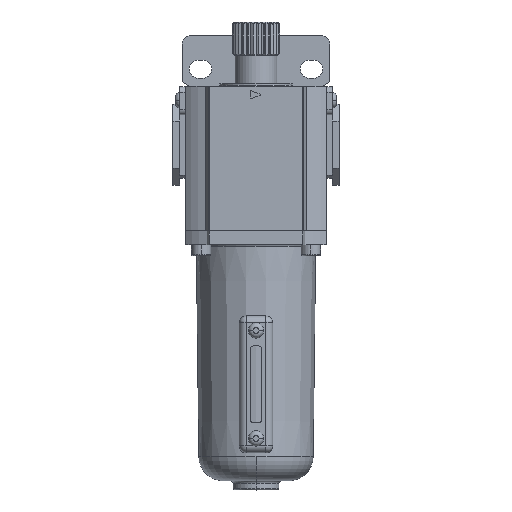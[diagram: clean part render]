
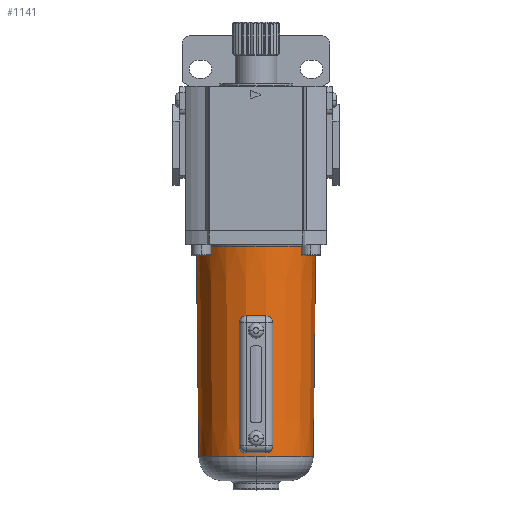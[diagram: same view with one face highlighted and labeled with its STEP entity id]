
A CAD part, top view. The second image highlights one B-rep face of the part: STEP entity #1141.
In plain terms, the highlighted conical face has half-angle 0.681 degrees and reference radius 20.49 mm.
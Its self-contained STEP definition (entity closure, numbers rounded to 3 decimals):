
#42 = ORIENTED_EDGE ( 'NONE', *, *, #18759, .T. ) ;
#617 = DIRECTION ( 'NONE',  ( -1., 0., 0. ) ) ;
#657 = CARTESIAN_POINT ( 'NONE',  ( 20.593, -112.305, 0. ) ) ;
#739 = LINE ( 'NONE', #19775, #1247 ) ;
#973 = DIRECTION ( 'NONE',  ( -1., 0., 0. ) ) ;
#1141 = ADVANCED_FACE ( 'NONE', ( #15352 ), #14830, .T. ) ;
#1247 = VECTOR ( 'NONE', #9655, 1000. ) ;
#1274 = ORIENTED_EDGE ( 'NONE', *, *, #10807, .T. ) ;
#2651 = CARTESIAN_POINT ( 'NONE',  ( 0., -121., 0. ) ) ;
#2966 = VECTOR ( 'NONE', #8272, 1000. ) ;
#3484 = CIRCLE ( 'NONE', #21055, 20.593 ) ;
#4077 = CARTESIAN_POINT ( 'NONE',  ( 0., -112.305, 0. ) ) ;
#4106 = CARTESIAN_POINT ( 'NONE',  ( 0., -112.305, 20.593 ) ) ;
#4715 = ORIENTED_EDGE ( 'NONE', *, *, #18189, .T. ) ;
#5366 = EDGE_LOOP ( 'NONE', ( #1274, #19158, #4715, #42, #6664 ) ) ;
#5473 = AXIS2_PLACEMENT_3D ( 'NONE', #16198, #6086, #17928 ) ;
#5694 = CARTESIAN_POINT ( 'NONE',  ( -21.494, -36.494, 0. ) ) ;
#5781 = DIRECTION ( 'NONE',  ( -1., 0., 0. ) ) ;
#6086 = DIRECTION ( 'NONE',  ( 0., -1., 0. ) ) ;
#6664 = ORIENTED_EDGE ( 'NONE', *, *, #13667, .F. ) ;
#8049 = VERTEX_POINT ( 'NONE', #5694 ) ;
#8272 = DIRECTION ( 'NONE',  ( 0.012, 1., 0. ) ) ;
#8790 = VERTEX_POINT ( 'NONE', #10274 ) ;
#9655 = DIRECTION ( 'NONE',  ( -0.012, 1., 0. ) ) ;
#10274 = CARTESIAN_POINT ( 'NONE',  ( -20.593, -112.305, 0. ) ) ;
#10471 = AXIS2_PLACEMENT_3D ( 'NONE', #4077, #15896, #5781 ) ;
#10712 = DIRECTION ( 'NONE',  ( 0., 1., 0. ) ) ;
#10807 = EDGE_CURVE ( 'NONE', #8790, #12159, #20113, .T. ) ;
#11083 = DIRECTION ( 'NONE',  ( 0., 1., 0. ) ) ;
#12159 = VERTEX_POINT ( 'NONE', #4106 ) ;
#12561 = CARTESIAN_POINT ( 'NONE',  ( 21.494, -36.494, 0. ) ) ;
#13667 = EDGE_CURVE ( 'NONE', #8790, #8049, #739, .T. ) ;
#14042 = CIRCLE ( 'NONE', #5473, 21.494 ) ;
#14830 = CONICAL_SURFACE ( 'NONE', #16383, 20.49, 0.012 ) ;
#15352 = FACE_OUTER_BOUND ( 'NONE', #5366, .T. ) ;
#15896 = DIRECTION ( 'NONE',  ( 0., 1., 0. ) ) ;
#16198 = CARTESIAN_POINT ( 'NONE',  ( 0., -36.494, 0. ) ) ;
#16383 = AXIS2_PLACEMENT_3D ( 'NONE', #2651, #11083, #973 ) ;
#16433 = LINE ( 'NONE', #20103, #2966 ) ;
#17928 = DIRECTION ( 'NONE',  ( 1., 0., 0. ) ) ;
#18189 = EDGE_CURVE ( 'NONE', #19965, #20456, #16433, .T. ) ;
#18298 = EDGE_CURVE ( 'NONE', #12159, #19965, #3484, .T. ) ;
#18759 = EDGE_CURVE ( 'NONE', #20456, #8049, #14042, .T. ) ;
#19158 = ORIENTED_EDGE ( 'NONE', *, *, #18298, .T. ) ;
#19775 = CARTESIAN_POINT ( 'NONE',  ( -20.49, -121., 0. ) ) ;
#19965 = VERTEX_POINT ( 'NONE', #657 ) ;
#20103 = CARTESIAN_POINT ( 'NONE',  ( 20.49, -121., 0. ) ) ;
#20113 = CIRCLE ( 'NONE', #10471, 20.593 ) ;
#20456 = VERTEX_POINT ( 'NONE', #12561 ) ;
#20847 = CARTESIAN_POINT ( 'NONE',  ( 0., -112.305, 0. ) ) ;
#21055 = AXIS2_PLACEMENT_3D ( 'NONE', #20847, #10712, #617 ) ;
